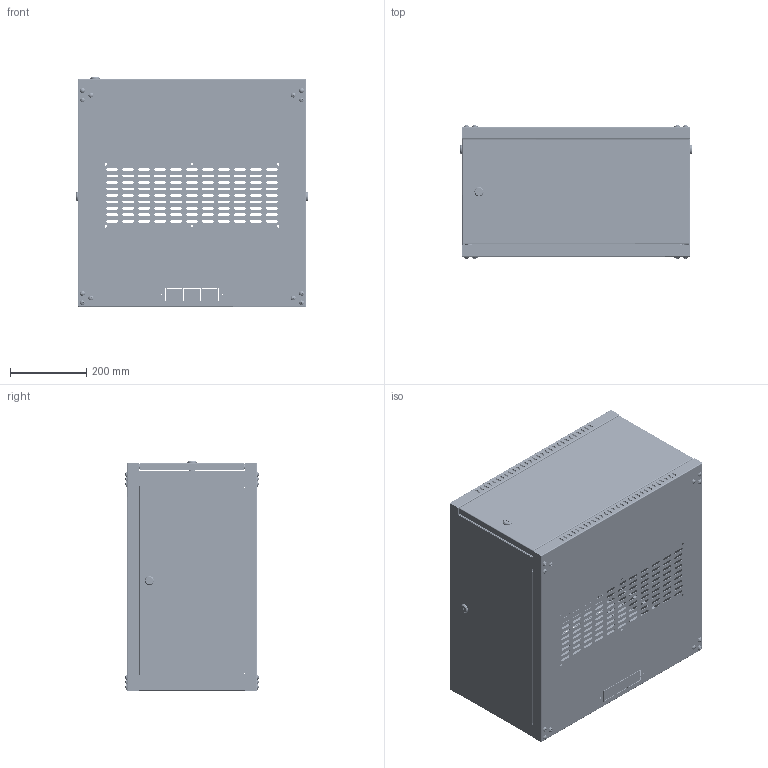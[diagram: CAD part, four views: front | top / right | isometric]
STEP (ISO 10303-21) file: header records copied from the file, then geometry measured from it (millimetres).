
FILE_DESCRIPTION (( 'STEP AP203' ), '1' );
FILE_NAME ('LWE3-06U66-MF-G.STEP', '2024-10-24T13:32:40', ( '' ), ( '' ), 'SwSTEP 2.0', 'SolidWorks 2022', '' );
FILE_SCHEMA (( 'CONFIG_CONTROL_DESIGN' ));
Length unit declared in the file: millimetre
Products named in the file (26): АГИЕ 3202.02.00.001_-00; Шпилька резьбовая М(DxL) PT DIN EN ISO 13918_6х12; АГИЕ 3202.04.00.001_-01; LWE3-06U66-MF-G; АГИЕ 3202.04.00.000_-01; Винт полусфера с прессшайбой DIN 967_M6х16; АГИЕ 3202.02.00.000_-02; АГИЕ 3202.03.00.000_-05; Петля 2414-01-90 Yeeka; АГИЕ 3202.00.00.002_-01; АГИЕ 3202.06.00.000_-02; АГИЕ 3202.00.00.001_-02; АГИЕ 3202.01.00.000_-02; Винт резьбовыдавливающий М4x8_-00; Заклёпка резьбовая ум. бортик c насечкой_Заклепка резьбовая М6 ум. бортик с насечкой арт. 0371206009 Bralo S=1; АГИЕ 3202.05.00.000_-02; АГИЕ 3202.01.00.001_-02; IEK705.025 Втулка; Гайка кузовная М6_M 6; АГИЕ 3202.03.00.001_-05; Замок 18-20_40 (YZK10-18-20-40); Винт DIN 7985_М6х16, тип H; АГИЕ 3202.02.00.001_-02; Контакт заземления однолепестковый Тип F1_DIN EN ISO 13918; АГИЕ 3202.05.00.001_-02; АГИЕ 3202.02.00.000_-00
Assembly tree (90 placements, depth 3):
  LWE3-06U66-MF-G
    АГИЕ 3202.01.00.000_-02  x2
      АГИЕ 3202.01.00.001_-02
      Шпилька резьбовая М(DxL) PT DIN EN ISO 13918_6х12
      Контакт заземления однолепестковый Тип F1_DIN EN ISO 13918
    АГИЕ 3202.02.00.000_-00  x2
      АГИЕ 3202.02.00.001_-00
      Заклёпка резьбовая ум. бортик c насечкой_Заклепка резьбовая М6 ум. бортик с насечкой арт. 0371206009 Bralo S=1
    АГИЕ 3202.02.00.000_-02  x2
      АГИЕ 3202.02.00.001_-02
      Заклёпка резьбовая ум. бортик c насечкой_Заклепка резьбовая М6 ум. бортик с насечкой арт. 0371206009 Bralo S=1
    АГИЕ 3202.06.00.000_-02  x4
      АГИЕ 3202.00.00.001_-02
      Заклёпка резьбовая ум. бортик c насечкой_Заклепка резьбовая М6 ум. бортик с насечкой арт. 0371206009 Bralo S=1
    АГИЕ 3202.00.00.002_-01  x2
    АГИЕ 3202.03.00.000_-05
      АГИЕ 3202.03.00.001_-05
      Контакт заземления однолепестковый Тип F1_DIN EN ISO 13918
    Петля 2414-01-90 Yeeka  x2
    АГИЕ 3202.05.00.000_-02  x2
      АГИЕ 3202.05.00.001_-02
      Контакт заземления однолепестковый Тип F1_DIN EN ISO 13918
    Замок 18-20_40 (YZK10-18-20-40)  x3
    АГИЕ 3202.04.00.000_-01
      АГИЕ 3202.04.00.001_-01
      Шпилька резьбовая М(DxL) PT DIN EN ISO 13918_6х12  x2
      Контакт заземления однолепестковый Тип F1_DIN EN ISO 13918
    Винт полусфера с прессшайбой DIN 967_M6х16  x24
    IEK705.025 Втулка  x2
    Гайка кузовная М6_M 6  x4
    Винт DIN 7985_М6х16, тип H  x4
    Винт резьбовыдавливающий М4x8_-00  x8
Bounding box: 611.4 x 350.84 x 604.7 mm (x, y, z)
Volume: 1905761.4 mm3; surface area: 3912313.9 mm2
Topology: 111 solids, 111 shells, 6777 faces, 17800 edges, 11368 vertices
Faces by surface type: plane 3831, cylinder 1968, cone 442, torus 328, bspline 136, sphere 72
Entity records: 80577 total; most frequent: CARTESIAN_POINT 18008, ORIENTED_EDGE 12156, DIRECTION 11749, EDGE_CURVE 6078, LINE 4065, VECTOR 4065, VERTEX_POINT 3881, AXIS2_PLACEMENT_3D 3842
